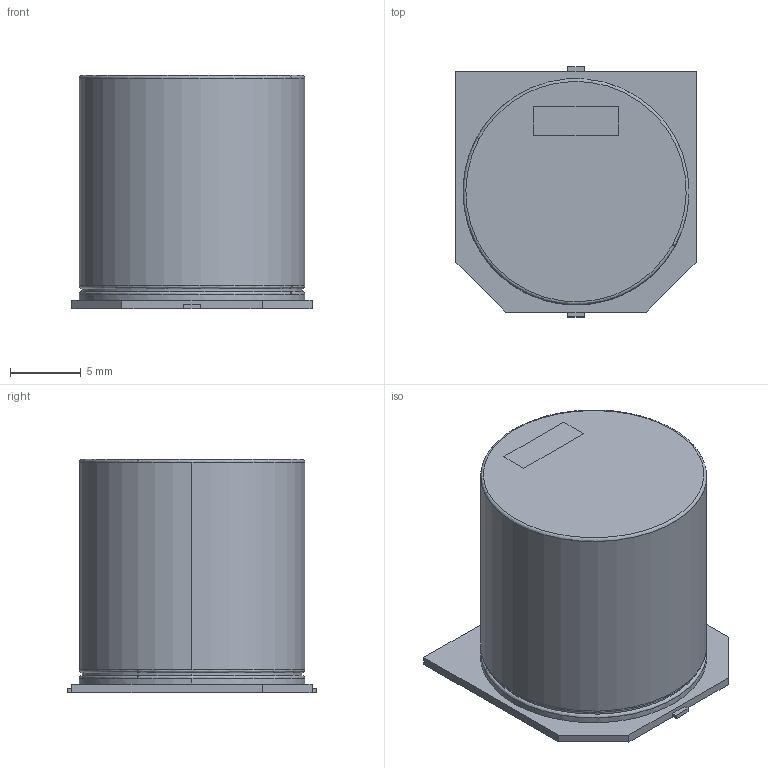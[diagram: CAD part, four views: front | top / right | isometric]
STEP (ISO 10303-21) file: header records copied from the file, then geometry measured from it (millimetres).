
FILE_DESCRIPTION (( 'STEP AP214' ), '1' );
FILE_NAME ('C71B3D84-4613-42DE-B807-904103148470.STEP', '2008-01-23T01:23:41', ( 'sysAdmin' ), ( 'SolidWorks' ), 'SwSTEP 2.0', 'SolidWorks 2008', '' );
FILE_SCHEMA (( 'AUTOMOTIVE_DESIGN' ));
Length unit declared in the file: millimetre
Products named in the file (1): C71B3D84-4613-42DE-B807-904103148470
Bounding box: 17 x 17.7 x 16.51 mm (x, y, z)
Volume: 3360 mm3; surface area: 1399.4 mm2
Topology: 1 solids, 1 shells, 32 faces, 92 edges, 64 vertices
Faces by surface type: plane 20, bspline 6, cylinder 6
Entity records: 1536 total; most frequent: CARTESIAN_POINT 605, ORIENTED_EDGE 184, DIRECTION 150, EDGE_CURVE 92, VERTEX_POINT 64, VECTOR 52, LINE 52, AXIS2_PLACEMENT_3D 49
